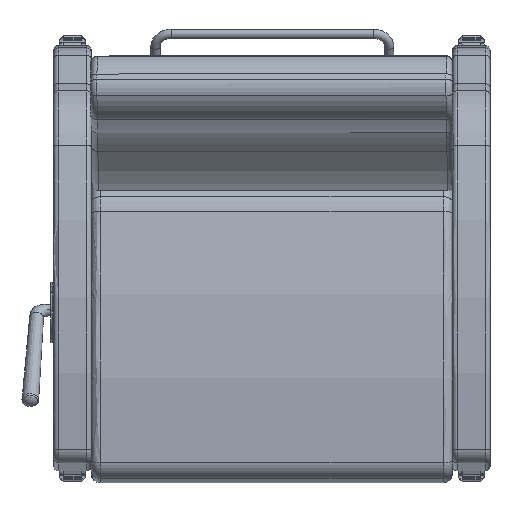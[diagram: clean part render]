
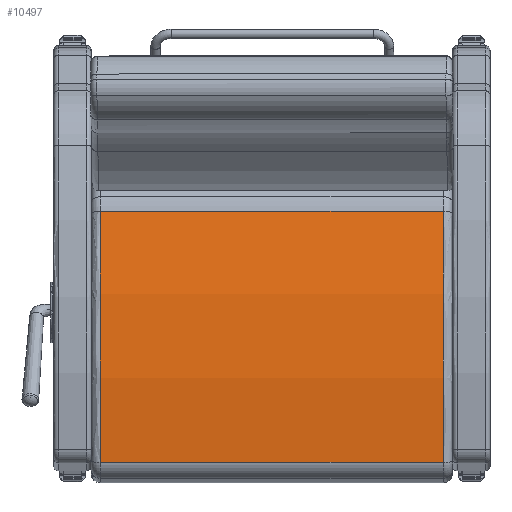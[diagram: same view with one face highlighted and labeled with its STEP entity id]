
A CAD part, front view. The second image highlights one B-rep face of the part: STEP entity #10497.
In plain terms, the highlighted free-form (B-spline) face has degree [1, 2] with [2, 3] control points.
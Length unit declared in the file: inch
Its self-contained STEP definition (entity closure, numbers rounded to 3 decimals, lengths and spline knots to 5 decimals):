
#266=(
BOUNDED_SURFACE()
B_SPLINE_SURFACE(1,2,((#16874,#16875,#16876),(#16877,#16878,#16879)),
 .UNSPECIFIED.,.F.,.F.,.F.)
B_SPLINE_SURFACE_WITH_KNOTS((2,2),(3,3),(-0.22896,0.22896),
(1.36178,1.69928),.UNSPECIFIED.)
GEOMETRIC_REPRESENTATION_ITEM()
RATIONAL_B_SPLINE_SURFACE(((1.,0.986,1.),(1.,0.986,
1.)))
REPRESENTATION_ITEM('')
SURFACE()
);
#493=ELLIPSE('',#11486,60.05357,60.);
#503=ELLIPSE('',#11514,60.05357,60.);
#1080=FACE_OUTER_BOUND('',#1776,.T.);
#1776=EDGE_LOOP('',(#7258,#7259,#7260,#7261));
#2565=LINE('',#16872,#3241);
#2566=LINE('',#16881,#3242);
#3241=VECTOR('',#13104,0.3937);
#3242=VECTOR('',#13107,0.3937);
#4618=VERTEX_POINT('',#16664);
#4619=VERTEX_POINT('',#16665);
#4644=VERTEX_POINT('',#16871);
#4645=VERTEX_POINT('',#16880);
#5617=EDGE_CURVE('',#4618,#4619,#493,.T.);
#5655=EDGE_CURVE('',#4619,#4644,#2565,.T.);
#5657=EDGE_CURVE('',#4618,#4645,#2566,.T.);
#5658=EDGE_CURVE('',#4644,#4645,#503,.T.);
#7258=ORIENTED_EDGE('',*,*,#5617,.F.);
#7259=ORIENTED_EDGE('',*,*,#5657,.T.);
#7260=ORIENTED_EDGE('',*,*,#5658,.F.);
#7261=ORIENTED_EDGE('',*,*,#5655,.F.);
#10497=ADVANCED_FACE('',(#1080),#266,.F.);
#11486=AXIS2_PLACEMENT_3D('',#16666,#13036,#13037);
#11514=AXIS2_PLACEMENT_3D('',#16882,#13108,#13109);
#13036=DIRECTION('center_axis',(0.,0.,-1.));
#13037=DIRECTION('ref_axis',(1.,0.,0.));
#13104=DIRECTION('',(0.,0.,1.));
#13107=DIRECTION('',(0.,0.,1.));
#13108=DIRECTION('center_axis',(0.,0.,1.));
#13109=DIRECTION('ref_axis',(1.,0.,0.));
#16664=CARTESIAN_POINT('',(-10.04459,1.25621,-13.75));
#16665=CARTESIAN_POINT('',(10.1114,0.44486,-13.75));
#16666=CARTESIAN_POINT('Origin',(-2.34979,-58.24922,-13.75));
#16871=CARTESIAN_POINT('',(10.1114,0.44486,13.75));
#16872=CARTESIAN_POINT('',(10.1114,0.44486,0.));
#16874=CARTESIAN_POINT('Ctrl Pts',(10.1114,0.44486,-13.75));
#16875=CARTESIAN_POINT('Ctrl Pts',(0.10258,2.56602,-13.75));
#16876=CARTESIAN_POINT('Ctrl Pts',(-10.04459,1.25621,-13.75));
#16877=CARTESIAN_POINT('Ctrl Pts',(10.1114,0.44486,13.75));
#16878=CARTESIAN_POINT('Ctrl Pts',(0.10258,2.56602,13.75));
#16879=CARTESIAN_POINT('Ctrl Pts',(-10.04459,1.25621,13.75));
#16880=CARTESIAN_POINT('',(-10.04459,1.25621,13.75));
#16881=CARTESIAN_POINT('',(-10.04459,1.25621,0.));
#16882=CARTESIAN_POINT('Origin',(-2.34979,-58.24922,13.75));
